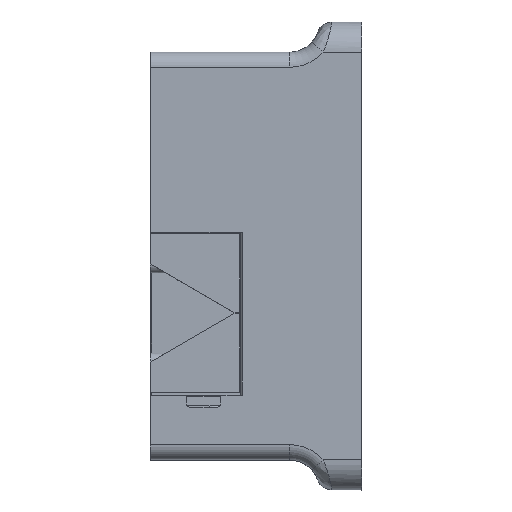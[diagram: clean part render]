
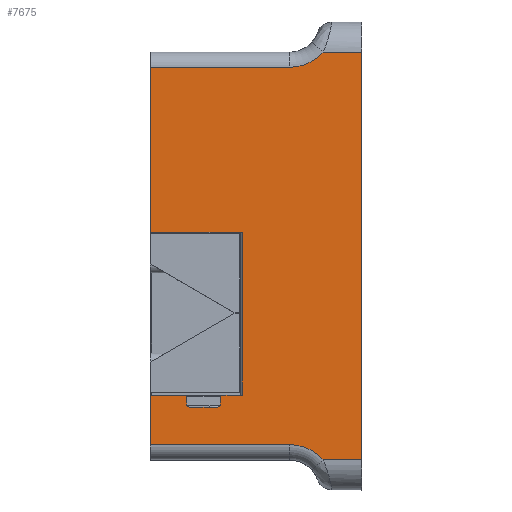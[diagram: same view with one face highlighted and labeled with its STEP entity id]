
A CAD part, top view. The second image highlights one B-rep face of the part: STEP entity #7675.
In plain terms, the highlighted planar face has unit normal (0, 0, 1).
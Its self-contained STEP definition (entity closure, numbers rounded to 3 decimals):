
#242=FACE_BOUND('',#1175,.T.);
#347=PLANE('',#8454);
#726=FACE_OUTER_BOUND('',#1174,.T.);
#1174=EDGE_LOOP('',(#6348,#6349,#6350,#6351,#6352,#6353,#6354,#6355,#6356,
#6357,#6358,#6359,#6360));
#1175=EDGE_LOOP('',(#6361,#6362,#6363,#6364,#6365,#6366));
#1559=LINE('',#17300,#2185);
#1565=LINE('',#18954,#2191);
#1573=LINE('',#19626,#2199);
#1576=LINE('',#19634,#2202);
#1645=LINE('',#20225,#2271);
#1649=LINE('',#20232,#2275);
#1792=LINE('',#20596,#2418);
#1801=LINE('',#20614,#2427);
#1811=LINE('',#20640,#2437);
#1812=LINE('',#20642,#2438);
#1813=LINE('',#20643,#2439);
#1814=LINE('',#20645,#2440);
#1815=LINE('',#20647,#2441);
#1816=LINE('',#20648,#2442);
#1817=LINE('',#20649,#2443);
#2185=VECTOR('',#9552,1000.);
#2191=VECTOR('',#9602,1000.);
#2199=VECTOR('',#9624,1000.);
#2202=VECTOR('',#9631,1000.);
#2271=VECTOR('',#9960,1000.);
#2275=VECTOR('',#9964,1000.);
#2418=VECTOR('',#10305,1000.);
#2427=VECTOR('',#10322,10.);
#2437=VECTOR('',#10346,1000.);
#2438=VECTOR('',#10347,1000.);
#2439=VECTOR('',#10348,1000.);
#2440=VECTOR('',#10349,1000.);
#2441=VECTOR('',#10350,1000.);
#2442=VECTOR('',#10351,1000.);
#2443=VECTOR('',#10352,1000.);
#2706=CIRCLE('',#7975,1.);
#2710=CIRCLE('',#7980,1.);
#2834=CIRCLE('',#8187,15.);
#2846=CIRCLE('',#8202,15.);
#3184=VERTEX_POINT('',#11309);
#3185=VERTEX_POINT('',#11310);
#3192=VERTEX_POINT('',#11325);
#3193=VERTEX_POINT('',#11327);
#3408=VERTEX_POINT('',#17297);
#3409=VERTEX_POINT('',#17299);
#3412=VERTEX_POINT('',#17306);
#3433=VERTEX_POINT('',#18664);
#3435=VERTEX_POINT('',#18946);
#3436=VERTEX_POINT('',#18951);
#3442=VERTEX_POINT('',#19625);
#3445=VERTEX_POINT('',#19633);
#3550=VERTEX_POINT('',#20224);
#3553=VERTEX_POINT('',#20230);
#3668=VERTEX_POINT('',#20594);
#3669=VERTEX_POINT('',#20595);
#3684=VERTEX_POINT('',#20641);
#3685=VERTEX_POINT('',#20644);
#3686=VERTEX_POINT('',#20646);
#3952=EDGE_CURVE('',#3184,#3185,#2706,.T.);
#3960=EDGE_CURVE('',#3193,#3192,#2710,.T.);
#4269=EDGE_CURVE('',#3409,#3408,#1559,.T.);
#4273=EDGE_CURVE('',#3408,#3412,#2834,.T.);
#4306=EDGE_CURVE('',#3433,#3435,#2846,.T.);
#4309=EDGE_CURVE('',#3435,#3436,#1565,.T.);
#4323=EDGE_CURVE('',#3412,#3442,#1573,.T.);
#4327=EDGE_CURVE('',#3445,#3433,#1576,.T.);
#4488=EDGE_CURVE('',#3550,#3409,#1645,.T.);
#4492=EDGE_CURVE('',#3553,#3436,#1649,.T.);
#4693=EDGE_CURVE('',#3668,#3669,#1792,.T.);
#4702=EDGE_CURVE('',#3442,#3445,#1801,.T.);
#4718=EDGE_CURVE('',#3669,#3553,#1811,.T.);
#4719=EDGE_CURVE('',#3668,#3684,#1812,.T.);
#4720=EDGE_CURVE('',#3550,#3684,#1813,.T.);
#4721=EDGE_CURVE('',#3685,#3192,#1814,.T.);
#4722=EDGE_CURVE('',#3685,#3686,#1815,.T.);
#4723=EDGE_CURVE('',#3184,#3686,#1816,.T.);
#4724=EDGE_CURVE('',#3193,#3185,#1817,.T.);
#6348=ORIENTED_EDGE('',*,*,#4488,.T.);
#6349=ORIENTED_EDGE('',*,*,#4269,.T.);
#6350=ORIENTED_EDGE('',*,*,#4273,.T.);
#6351=ORIENTED_EDGE('',*,*,#4323,.T.);
#6352=ORIENTED_EDGE('',*,*,#4702,.T.);
#6353=ORIENTED_EDGE('',*,*,#4327,.T.);
#6354=ORIENTED_EDGE('',*,*,#4306,.T.);
#6355=ORIENTED_EDGE('',*,*,#4309,.T.);
#6356=ORIENTED_EDGE('',*,*,#4492,.F.);
#6357=ORIENTED_EDGE('',*,*,#4718,.F.);
#6358=ORIENTED_EDGE('',*,*,#4693,.F.);
#6359=ORIENTED_EDGE('',*,*,#4719,.T.);
#6360=ORIENTED_EDGE('',*,*,#4720,.F.);
#6361=ORIENTED_EDGE('',*,*,#4721,.F.);
#6362=ORIENTED_EDGE('',*,*,#4722,.T.);
#6363=ORIENTED_EDGE('',*,*,#4723,.F.);
#6364=ORIENTED_EDGE('',*,*,#3952,.T.);
#6365=ORIENTED_EDGE('',*,*,#4724,.F.);
#6366=ORIENTED_EDGE('',*,*,#3960,.T.);
#7675=ADVANCED_FACE('',(#726,#242),#347,.T.);
#7975=AXIS2_PLACEMENT_3D('',#11311,#9039,#9040);
#7980=AXIS2_PLACEMENT_3D('',#11328,#9053,#9054);
#8187=AXIS2_PLACEMENT_3D('',#17308,#9560,#9561);
#8202=AXIS2_PLACEMENT_3D('',#18948,#9594,#9595);
#8454=AXIS2_PLACEMENT_3D('',#20639,#10344,#10345);
#9039=DIRECTION('center_axis',(0.,0.,
-1.));
#9040=DIRECTION('ref_axis',(0.,-1.,0.));
#9053=DIRECTION('center_axis',(0.,0.,
-1.));
#9054=DIRECTION('ref_axis',(0.,-1.,0.));
#9552=DIRECTION('',(1.,0.,0.));
#9560=DIRECTION('center_axis',(0.,0.,-1.));
#9561=DIRECTION('ref_axis',(0.,-1.,0.));
#9594=DIRECTION('center_axis',(0.,0.,
-1.));
#9595=DIRECTION('ref_axis',(0.,-1.,0.));
#9602=DIRECTION('',(-1.,0.,0.));
#9624=DIRECTION('',(1.,0.,0.));
#9631=DIRECTION('',(-1.,0.,0.));
#9960=DIRECTION('',(0.,-1.,0.));
#9964=DIRECTION('',(0.,1.,0.));
#10305=DIRECTION('',(-1.,0.,0.));
#10322=DIRECTION('',(0.,1.,0.));
#10344=DIRECTION('center_axis',(0.,0.,
1.));
#10345=DIRECTION('ref_axis',(-1.,0.,0.));
#10346=DIRECTION('',(-0.707,0.707,0.));
#10347=DIRECTION('',(0.,-1.,0.));
#10348=DIRECTION('',(1.,0.,0.));
#10349=DIRECTION('',(0.,-1.,0.));
#10350=DIRECTION('',(1.,0.,0.));
#10351=DIRECTION('',(0.,1.,0.));
#10352=DIRECTION('',(1.,0.,0.));
#11309=CARTESIAN_POINT('',(-2.266,-28.086,16.235));
#11310=CARTESIAN_POINT('',(-3.266,-29.086,16.235));
#11311=CARTESIAN_POINT('Origin',(-3.266,-28.086,16.235));
#11325=CARTESIAN_POINT('',(-13.461,-28.086,16.235));
#11327=CARTESIAN_POINT('',(-12.461,-29.086,16.235));
#11328=CARTESIAN_POINT('Origin',(-12.461,-28.086,16.235));
#17297=CARTESIAN_POINT('',(20.505,-41.468,16.235));
#17299=CARTESIAN_POINT('',(-25.495,-41.468,16.235));
#17300=CARTESIAN_POINT('',(20.505,-41.468,16.235));
#17306=CARTESIAN_POINT('',(31.685,-46.468,16.235));
#17308=CARTESIAN_POINT('Origin',(20.505,-56.468,16.235));
#18664=CARTESIAN_POINT('',(31.685,88.332,16.235));
#18946=CARTESIAN_POINT('',(20.505,83.332,16.235));
#18948=CARTESIAN_POINT('Origin',(20.505,98.332,16.235));
#18951=CARTESIAN_POINT('',(-25.495,83.332,16.235));
#18954=CARTESIAN_POINT('',(-25.495,83.332,16.235));
#19625=CARTESIAN_POINT('',(44.505,-46.468,16.235));
#19626=CARTESIAN_POINT('',(-22.495,-46.468,16.235));
#19633=CARTESIAN_POINT('',(44.505,88.332,16.235));
#19634=CARTESIAN_POINT('',(-22.495,88.332,16.235));
#20224=CARTESIAN_POINT('',(-25.495,-25.086,16.235));
#20225=CARTESIAN_POINT('',(-25.495,-37.768,16.235));
#20230=CARTESIAN_POINT('',(-25.495,29.193,16.235));
#20232=CARTESIAN_POINT('',(-25.495,88.332,16.235));
#20594=CARTESIAN_POINT('',(4.93,28.693,16.235));
#20595=CARTESIAN_POINT('',(-24.995,28.693,16.235));
#20596=CARTESIAN_POINT('',(-22.495,28.693,16.235));
#20614=CARTESIAN_POINT('',(44.505,30.447,16.235));
#20639=CARTESIAN_POINT('Origin',(-22.495,88.332,16.235));
#20640=CARTESIAN_POINT('',(-53.564,57.263,16.235));
#20641=CARTESIAN_POINT('',(4.93,-25.086,16.235));
#20642=CARTESIAN_POINT('',(4.93,88.332,16.235));
#20643=CARTESIAN_POINT('',(-22.495,-25.086,16.235));
#20644=CARTESIAN_POINT('',(-13.461,-25.486,16.235));
#20645=CARTESIAN_POINT('',(-13.461,88.332,16.235));
#20646=CARTESIAN_POINT('',(-2.266,-25.486,16.235));
#20647=CARTESIAN_POINT('',(-13.461,-25.486,16.235));
#20648=CARTESIAN_POINT('',(-2.266,88.332,16.235));
#20649=CARTESIAN_POINT('',(-22.495,-29.086,16.235));
